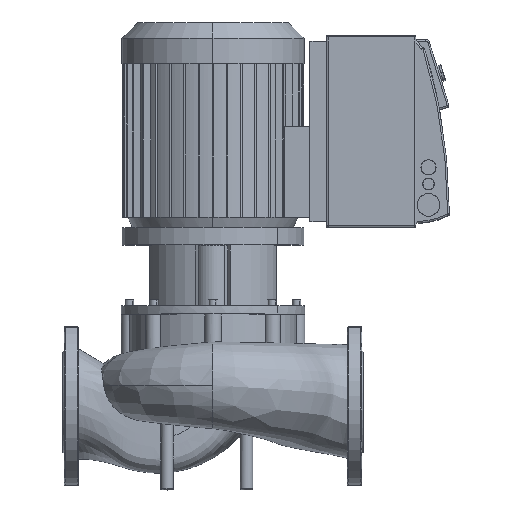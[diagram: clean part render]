
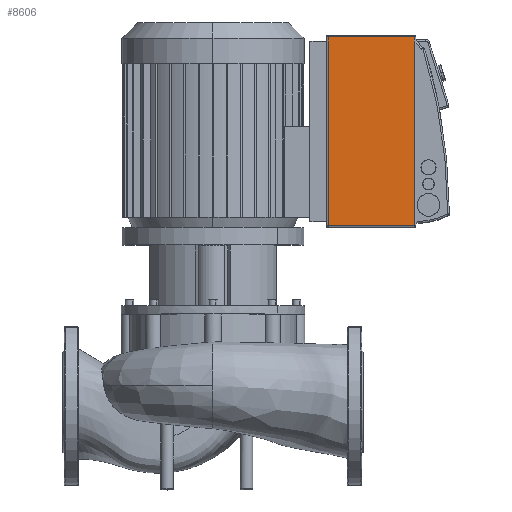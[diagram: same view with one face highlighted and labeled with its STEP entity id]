
A CAD part, top view. The second image highlights one B-rep face of the part: STEP entity #8606.
In plain terms, the highlighted planar face has unit normal (0, 0, 1).
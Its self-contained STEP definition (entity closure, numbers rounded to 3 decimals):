
#8125=CARTESIAN_POINT('',(421.,211.,96.));
#8126=VERTEX_POINT('',#8125);
#8186=CARTESIAN_POINT('',(318.0,211.0,96.));
#8187=VERTEX_POINT('',#8186);
#8265=CARTESIAN_POINT('',(421.0,437.0,96.));
#8266=VERTEX_POINT('',#8265);
#8291=CARTESIAN_POINT('',(318.0,437.0,96.));
#8292=VERTEX_POINT('',#8291);
#8332=CARTESIAN_POINT('',(318.0,437.0,96.));
#8333=DIRECTION('',(1.0,0.0,0.0));
#8334=VECTOR('',#8333,103.0);
#8335=LINE('',#8332,#8334);
#8336=EDGE_CURVE('',#8292,#8266,#8335,.T.);
#8376=CARTESIAN_POINT('',(318.0,211.0,96.));
#8377=DIRECTION('',(0.0,1.0,0.0));
#8378=VECTOR('',#8377,226.0);
#8379=LINE('',#8376,#8378);
#8380=EDGE_CURVE('',#8187,#8292,#8379,.T.);
#8420=CARTESIAN_POINT('',(421.0,437.0,96.));
#8421=DIRECTION('',(0.0,-1.0,0.0));
#8422=VECTOR('',#8421,226.);
#8423=LINE('',#8420,#8422);
#8424=EDGE_CURVE('',#8266,#8126,#8423,.T.);
#8508=CARTESIAN_POINT('',(421.,211.,96.));
#8509=DIRECTION('',(-1.0,0.0,0.0));
#8510=VECTOR('',#8509,103.);
#8511=LINE('',#8508,#8510);
#8512=EDGE_CURVE('',#8126,#8187,#8511,.T.);
#8595=CARTESIAN_POINT('',(369.5,324.0,96.));
#8596=DIRECTION('',(0.0,0.0,1.0));
#8597=DIRECTION('',(1.0,0.0,0.0));
#8598=AXIS2_PLACEMENT_3D('',#8595,#8596,#8597);
#8599=PLANE('',#8598);
#8600=ORIENTED_EDGE('',*,*,#8336,.F.);
#8601=ORIENTED_EDGE('',*,*,#8380,.F.);
#8602=ORIENTED_EDGE('',*,*,#8512,.F.);
#8603=ORIENTED_EDGE('',*,*,#8424,.F.);
#8604=EDGE_LOOP('',(#8600,#8601,#8602,#8603));
#8605=FACE_OUTER_BOUND('',#8604,.T.);
#8606=ADVANCED_FACE('',(#8605),#8599,.T.);
